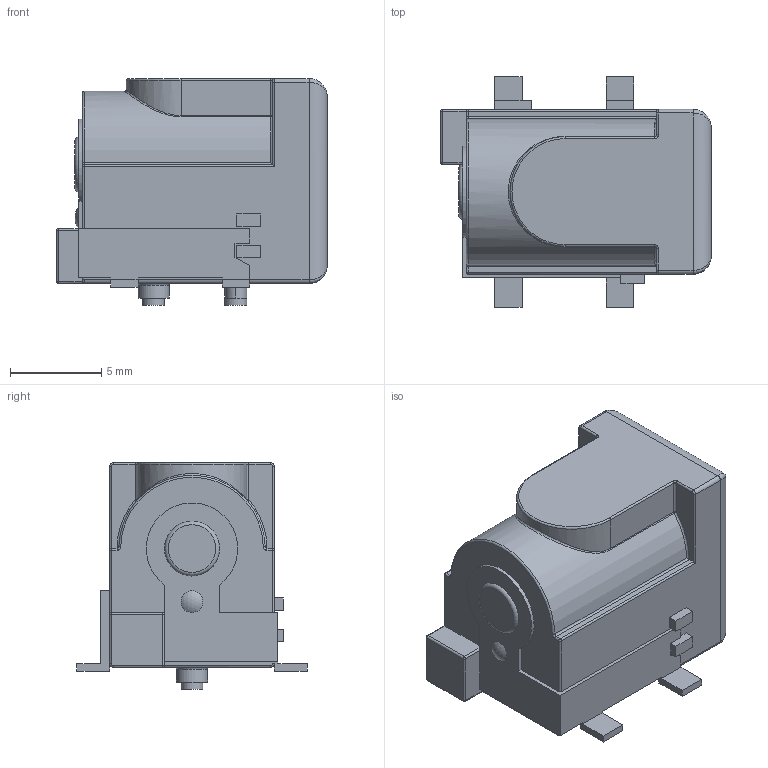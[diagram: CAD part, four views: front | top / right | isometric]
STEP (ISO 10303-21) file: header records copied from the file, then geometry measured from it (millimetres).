
FILE_DESCRIPTION(/* description */ (''),/* implementation_level */ '2;1');
FILE_NAME(/* name */ 'CUI - PJ-002BH-SMT-TR.step',/* time_stamp */ '2020-05-01T04:28:15+01:00',/* author */ (''),/* organization */ (''),/* preprocessor_version */ 'ST-DEVELOPER v18.1',/* originating_system */ 'Autodesk Translation Framework v9.2.0.1227',/* authorisation */ '');
FILE_SCHEMA (('AUTOMOTIVE_DESIGN { 1 0 10303 214 3 1 1 }'));
Length unit declared in the file: millimetre
Products named in the file (1): CUI - PJ-002BH-SMT-TR
Bounding box: 14.8 x 12.6 x 12.4 mm (x, y, z)
Volume: 1107 mm3; surface area: 899.3 mm2
Topology: 1 solids, 1 shells, 154 faces, 371 edges, 224 vertices
Faces by surface type: plane 77, cylinder 43, bspline 14, torus 12, sphere 8
Full cylindrical faces by diameter (mm): 1.2 x2, 1.7 x1, 2.5 x1, 6.5 x1
Entity records: 5107 total; most frequent: CARTESIAN_POINT 1439, DIRECTION 758, ORIENTED_EDGE 734, EDGE_CURVE 367, AXIS2_PLACEMENT_3D 263, LINE 232, VECTOR 232, VERTEX_POINT 224
